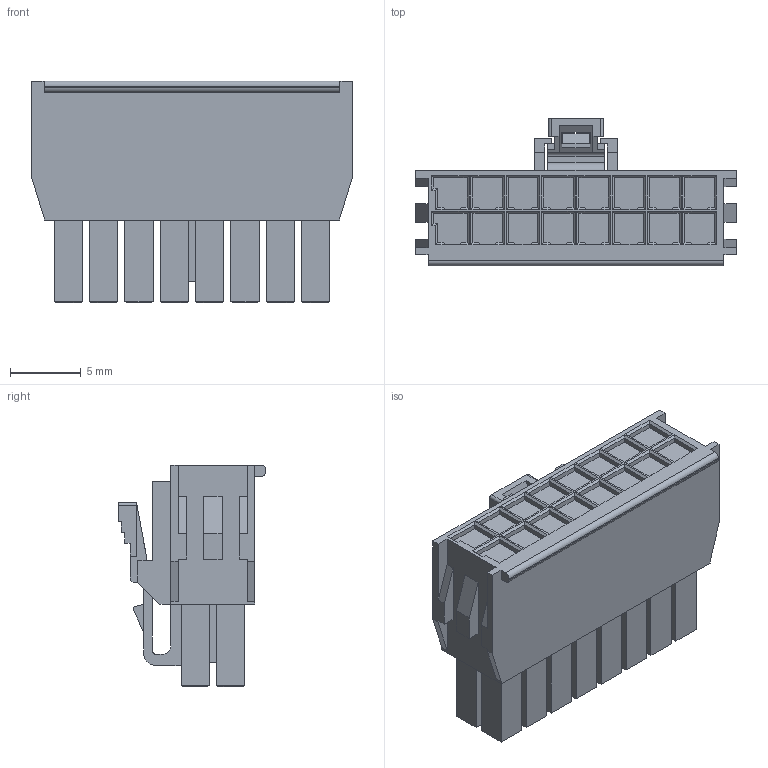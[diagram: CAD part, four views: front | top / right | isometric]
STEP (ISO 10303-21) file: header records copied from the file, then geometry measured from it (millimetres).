
FILE_DESCRIPTION( ( 'STEP AP214' ), '1' );
FILE_NAME( 'psolqas07282519922.stp', '2019-02-18T06:28:25', ( '' ), ( '' ), ' ', 'PARTsolutions', ' ' );
FILE_SCHEMA( ( 'AUTOMOTIVE_DESIGN { 1 0 10303 214 1 1 1 1 }' ) );
Length unit declared in the file: metre
Products named in the file (1): 1
Bounding box: 22.7 x 10.46 x 15.7 mm (x, y, z)
Volume: 1656.4 mm3; surface area: 1951.1 mm2
Topology: 1 solids, 1 shells, 772 faces, 1945 edges, 1218 vertices
Faces by surface type: plane 765, cylinder 7
Entity records: 22362 total; most frequent: CARTESIAN_POINT 3936, ORIENTED_EDGE 3890, DIRECTION 3505, EDGE_CURVE 1945, LINE 1931, VECTOR 1931, VERTEX_POINT 1218, EDGE_LOOP 821
